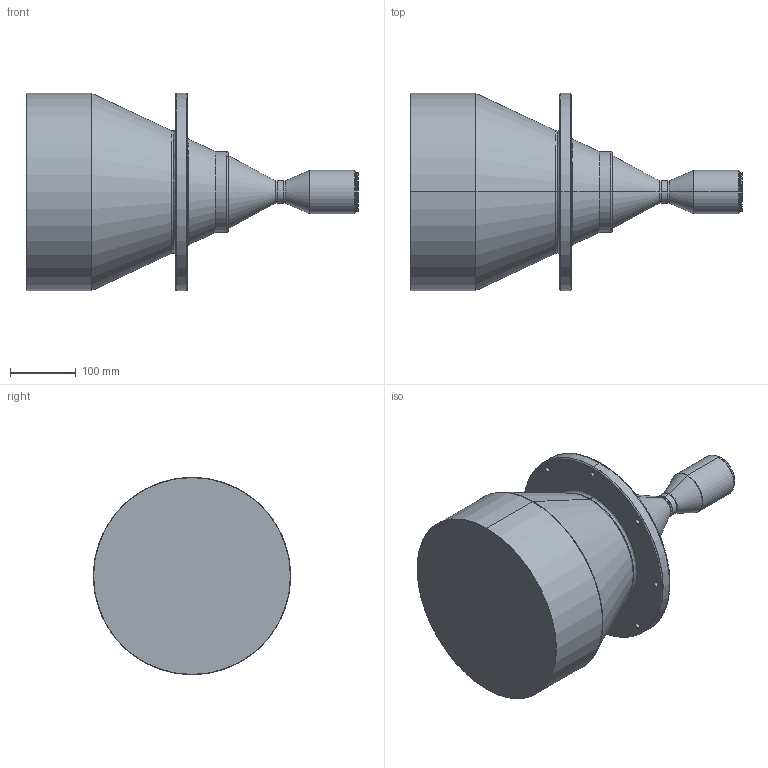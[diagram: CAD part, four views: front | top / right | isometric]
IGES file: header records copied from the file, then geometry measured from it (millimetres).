
Start section: SolidWorks IGES file using analytic representation for surfaces
Global section: file name: DTCM175-258-M58-AL.IGS,15; native system: HSolidWorks 2017; preprocessor: SolidWorks 2017; author: Administrator; date: 191121.115921; units: millimetre
Bounding box: 505.2 x 300 x 300 mm (x, y, z)
Surface area: 457121.8 mm2 (no closed solid volume)
Topology: 0 solids, 0 shells, 73 faces, 1792 edges, 1792 vertices
Faces by surface type: revolution 46, bspline 27
